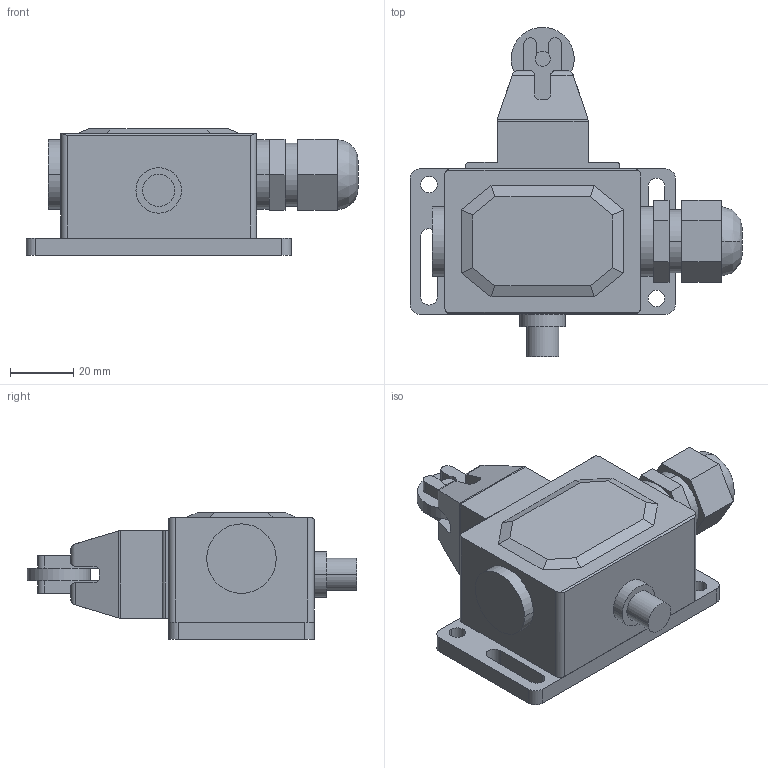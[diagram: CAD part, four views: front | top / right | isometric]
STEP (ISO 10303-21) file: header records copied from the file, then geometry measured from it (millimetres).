
FILE_DESCRIPTION((''),'2;1');
FILE_NAME('3d_PLNA1RAGW.stp','2012-10-03T08:00:42',(''),(''),'Mechanical Desktop 2011','Mechanical Desktop 2011',', , ');
FILE_SCHEMA(('CONFIG_CONTROL_DESIGN'));
Length unit declared in the file: millimetre
Products named in the file (1): Product
Bounding box: 105.1 x 104.3 x 40 mm (x, y, z)
Volume: 155644.6 mm3; surface area: 42150.3 mm2
Topology: 15 solids, 15 shells, 171 faces, 430 edges, 294 vertices
Faces by surface type: plane 119, cylinder 50, bspline 2
Entity records: 5368 total; most frequent: CARTESIAN_POINT 1062, DIRECTION 886, ORIENTED_EDGE 848, EDGE_CURVE 424, VECTOR 306, LINE 306, AXIS2_PLACEMENT_3D 290, VERTEX_POINT 284
